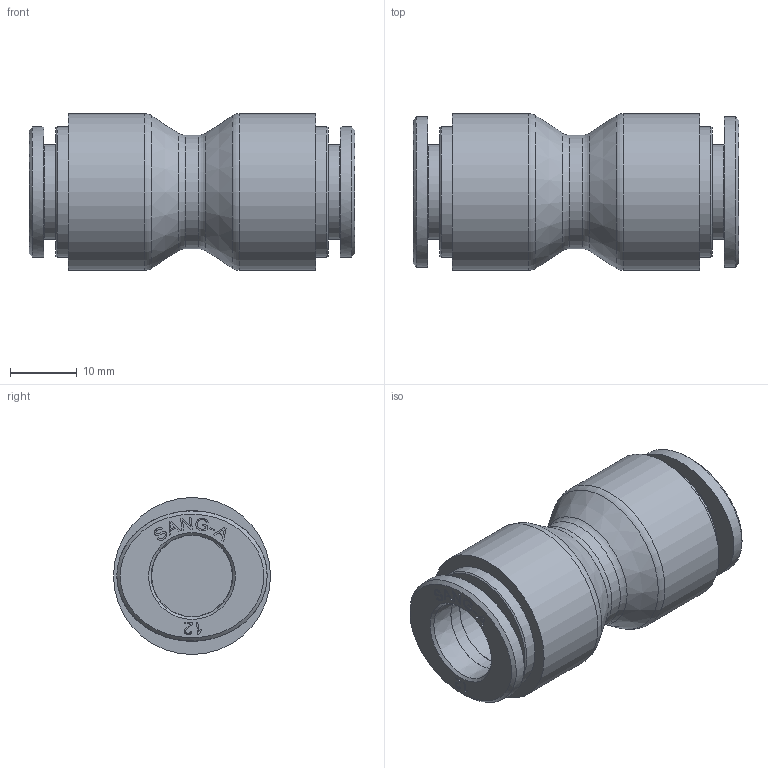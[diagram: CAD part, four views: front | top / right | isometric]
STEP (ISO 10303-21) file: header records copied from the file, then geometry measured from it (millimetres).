
FILE_DESCRIPTION((''),'2;1');
FILE_NAME('HR-PUC 12.stp','2020-03-19T16:37:00',('user'),(''),'Autodesk Inventor 2013','Autodesk Inventor 2013','');
FILE_SCHEMA(('AUTOMOTIVE_DESIGN { 1 0 10303 214 1 1 1 1 }'));
Length unit declared in the file: millimetre
Products named in the file (5): 조립품24; HR-PUC 12 BODY; HR-COLLAR 12; HR-Collar 12L(SUS); HR-SLEEVE 12
Assembly tree (5 placements, depth 3):
  조립품24
    HR-PUC 12 BODY
    HR-COLLAR 12  x2
      HR-Collar 12L(SUS)
      HR-SLEEVE 12
Bounding box: 48.8 x 23.5 x 23.5 mm (x, y, z)
Volume: 12301.6 mm3; surface area: 7554 mm2
Topology: 5 solids, 5 shells, 245 faces, 621 edges, 410 vertices
Faces by surface type: plane 140, bspline 80, cylinder 11, cone 10, torus 4
Full cylindrical faces by diameter (mm): 12.18 x2, 12.2 x2, 14.2 x2, 17 x1, 19.6 x2, 23.5 x2
Entity records: 4198 total; most frequent: CARTESIAN_POINT 1286, ORIENTED_EDGE 604, DIRECTION 450, EDGE_CURVE 302, VERTEX_POINT 210, VECTOR 198, LINE 198, EDGE_LOOP 166
